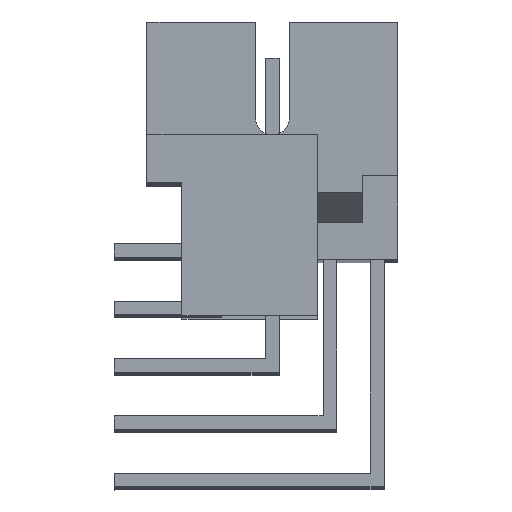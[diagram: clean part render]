
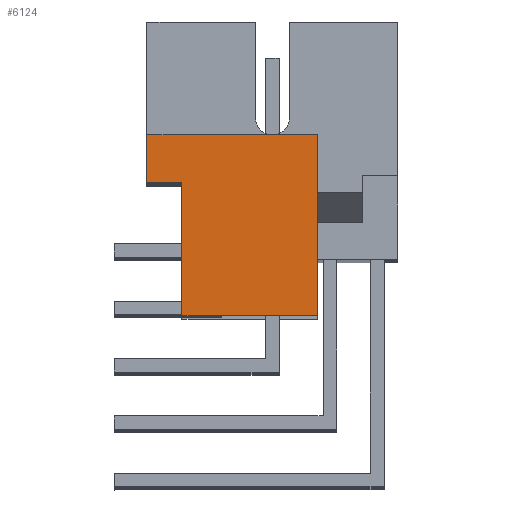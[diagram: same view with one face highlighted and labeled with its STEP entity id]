
A CAD part, top view. The second image highlights one B-rep face of the part: STEP entity #6124.
In plain terms, the highlighted planar face has unit normal (0, 0, 1).
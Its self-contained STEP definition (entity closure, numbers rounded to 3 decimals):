
#6124=ADVANCED_FACE('',(#11121),#8623,.T.);
#8623=PLANE('',#56387);
#11121=FACE_OUTER_BOUND('',#13716,.T.);
#13716=EDGE_LOOP('',(#23571,#23572,#23573,#23574,#23575,#23576));
#23571=ORIENTED_EDGE('',*,*,#37896,.F.);
#23572=ORIENTED_EDGE('',*,*,#37897,.F.);
#23573=ORIENTED_EDGE('',*,*,#37898,.F.);
#23574=ORIENTED_EDGE('',*,*,#37895,.T.);
#23575=ORIENTED_EDGE('',*,*,#37899,.F.);
#23576=ORIENTED_EDGE('',*,*,#37900,.F.);
#31686=VERTEX_POINT('',#79032);
#31688=VERTEX_POINT('',#79036);
#31689=VERTEX_POINT('',#79040);
#31690=VERTEX_POINT('',#79041);
#31691=VERTEX_POINT('',#79043);
#31692=VERTEX_POINT('',#79046);
#37895=EDGE_CURVE('',#31686,#31688,#45544,.T.);
#37896=EDGE_CURVE('',#31689,#31690,#45545,.T.);
#37897=EDGE_CURVE('',#31691,#31689,#45546,.T.);
#37898=EDGE_CURVE('',#31686,#31691,#45547,.T.);
#37899=EDGE_CURVE('',#31692,#31688,#45548,.T.);
#37900=EDGE_CURVE('',#31690,#31692,#45549,.T.);
#45544=LINE('',#79037,#52495);
#45545=LINE('',#79039,#52496);
#45546=LINE('',#79042,#52497);
#45547=LINE('',#79044,#52498);
#45548=LINE('',#79045,#52499);
#45549=LINE('',#79047,#52500);
#52495=VECTOR('',#65613,1.);
#52496=VECTOR('',#65616,1.);
#52497=VECTOR('',#65617,1.);
#52498=VECTOR('',#65618,1.);
#52499=VECTOR('',#65619,1.);
#52500=VECTOR('',#65620,1.);
#56387=AXIS2_PLACEMENT_3D('',#79048,#65621,#65622);
#65613=DIRECTION('',(1.,0.,0.));
#65616=DIRECTION('',(0.,1.,0.));
#65617=DIRECTION('',(-1.,0.,0.));
#65618=DIRECTION('',(0.,1.,0.));
#65619=DIRECTION('',(0.,-1.,0.));
#65620=DIRECTION('',(1.,0.,0.));
#65621=DIRECTION('',(0.,0.,1.));
#65622=DIRECTION('',(0.,-1.,0.));
#79032=CARTESIAN_POINT('',(0.,-2.5,90.75));
#79036=CARTESIAN_POINT('',(6.,-2.5,90.75));
#79037=CARTESIAN_POINT('',(0.,-2.5,90.75));
#79039=CARTESIAN_POINT('',(-1.55,3.4,90.75));
#79040=CARTESIAN_POINT('',(-1.55,3.4,90.75));
#79041=CARTESIAN_POINT('',(-1.55,5.5,90.75));
#79042=CARTESIAN_POINT('',(0.,3.4,90.75));
#79043=CARTESIAN_POINT('',(0.,3.4,90.75));
#79044=CARTESIAN_POINT('',(0.,-2.5,90.75));
#79045=CARTESIAN_POINT('',(6.,5.5,90.75));
#79046=CARTESIAN_POINT('',(6.,5.5,90.75));
#79047=CARTESIAN_POINT('',(-1.55,5.5,90.75));
#79048=CARTESIAN_POINT('',(-1.65,5.6,90.75));
